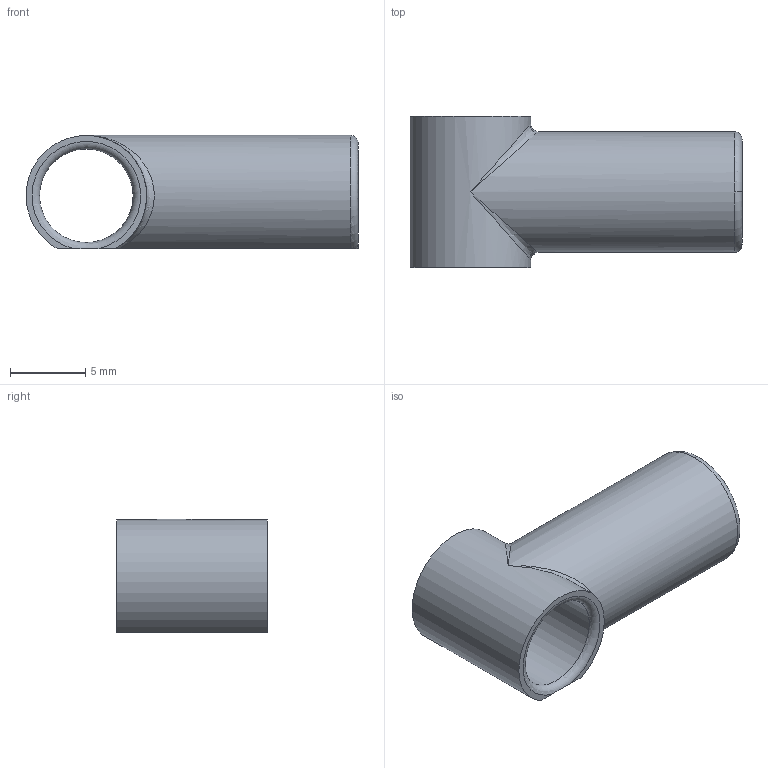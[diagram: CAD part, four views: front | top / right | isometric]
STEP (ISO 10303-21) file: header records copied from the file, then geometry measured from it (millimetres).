
FILE_DESCRIPTION(/* description */ (''),/* implementation_level */ '2;1');
FILE_NAME(/* name */ '3-Attache_moteurs_sans_reducteur v1-1.step',/* time_stamp */ '2023-06-05T13:52:15+02:00',/* author */ (''),/* organization */ (''),/* preprocessor_version */ 'ST-DEVELOPER v19.2',/* originating_system */ 'Autodesk Translation Framework v12.6.0.85',/* authorisation */ '');
FILE_SCHEMA (('AUTOMOTIVE_DESIGN { 1 0 10303 214 3 1 1 }'));
Length unit declared in the file: millimetre
Products named in the file (1): 3-Attache_moteurs_sans_reducteur
Bounding box: 22 x 10 x 7.5 mm (x, y, z)
Volume: 700.7 mm3; surface area: 1024.2 mm2
Topology: 1 solids, 1 shells, 16 faces, 46 edges, 29 vertices
Faces by surface type: torus 5, cylinder 5, plane 4, bspline 2
Full cylindrical faces by diameter (mm): 4.2 x1, 6.2 x1
Entity records: 739 total; most frequent: CARTESIAN_POINT 292, DIRECTION 89, ORIENTED_EDGE 88, EDGE_CURVE 44, AXIS2_PLACEMENT_3D 39, VERTEX_POINT 29, CIRCLE 20, EDGE_LOOP 17
